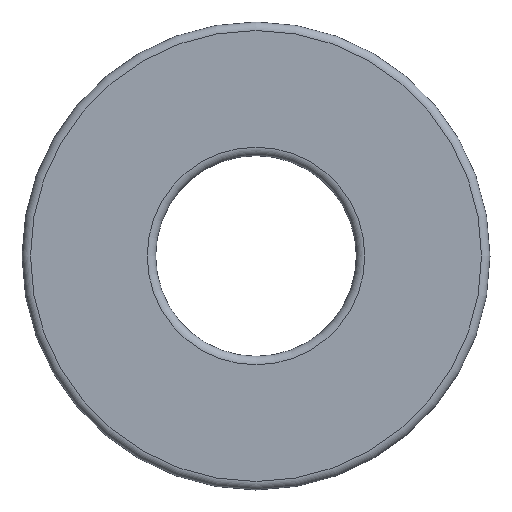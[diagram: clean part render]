
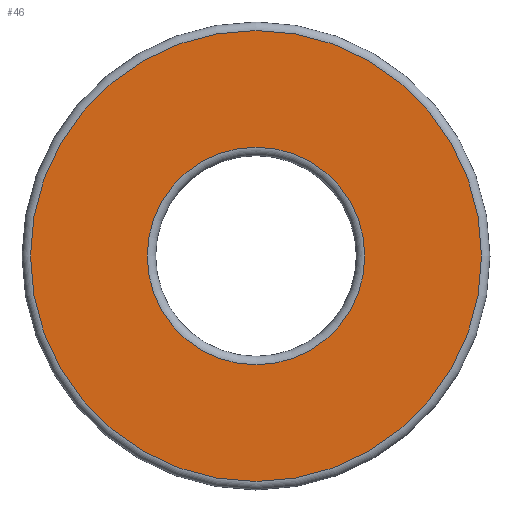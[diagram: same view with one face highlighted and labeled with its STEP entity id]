
A CAD part, left-side view. The second image highlights one B-rep face of the part: STEP entity #46.
In plain terms, the highlighted planar face has unit normal (-1, 0, 0).
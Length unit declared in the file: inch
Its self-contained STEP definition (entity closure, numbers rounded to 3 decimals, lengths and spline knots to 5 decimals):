
#20 = DIRECTION ( 'NONE',  ( -1., 0., 0. ) ) ;
#46 = ADVANCED_FACE ( 'NONE', ( #754, #469 ), #730, .F. ) ;
#92 = DIRECTION ( 'NONE',  ( 1., 0., 0. ) ) ;
#94 = AXIS2_PLACEMENT_3D ( 'NONE', #795, #92, #547 ) ;
#161 = ORIENTED_EDGE ( 'NONE', *, *, #494, .F. ) ;
#192 = EDGE_LOOP ( 'NONE', ( #654 ) ) ;
#204 = DIRECTION ( 'NONE',  ( -1., 0., 0. ) ) ;
#210 = CIRCLE ( 'NONE', #797, 0.25622 ) ;
#267 = VERTEX_POINT ( 'NONE', #446 ) ;
#278 = EDGE_LOOP ( 'NONE', ( #161 ) ) ;
#303 = AXIS2_PLACEMENT_3D ( 'NONE', #462, #20, #407 ) ;
#343 = DIRECTION ( 'NONE',  ( 0., 0., 1. ) ) ;
#407 = DIRECTION ( 'NONE',  ( 0., 0., 1. ) ) ;
#419 = EDGE_CURVE ( 'NONE', #267, #267, #792, .T. ) ;
#446 = CARTESIAN_POINT ( 'NONE',  ( -0.236, 0., 0.531 ) ) ;
#462 = CARTESIAN_POINT ( 'NONE',  ( -0.236, 0., 0. ) ) ;
#469 = FACE_OUTER_BOUND ( 'NONE', #192, .T. ) ;
#494 = EDGE_CURVE ( 'NONE', #704, #704, #210, .T. ) ;
#528 = CARTESIAN_POINT ( 'NONE',  ( -0.236, 0., 0. ) ) ;
#547 = DIRECTION ( 'NONE',  ( 0., 0., -1. ) ) ;
#629 = CARTESIAN_POINT ( 'NONE',  ( -0.236, 0., 0.25622 ) ) ;
#654 = ORIENTED_EDGE ( 'NONE', *, *, #419, .T. ) ;
#704 = VERTEX_POINT ( 'NONE', #629 ) ;
#730 = PLANE ( 'NONE',  #94 ) ;
#754 = FACE_BOUND ( 'NONE', #278, .T. ) ;
#792 = CIRCLE ( 'NONE', #303, 0.531 ) ;
#795 = CARTESIAN_POINT ( 'NONE',  ( -0.236, 0., 0. ) ) ;
#797 = AXIS2_PLACEMENT_3D ( 'NONE', #528, #204, #343 ) ;
